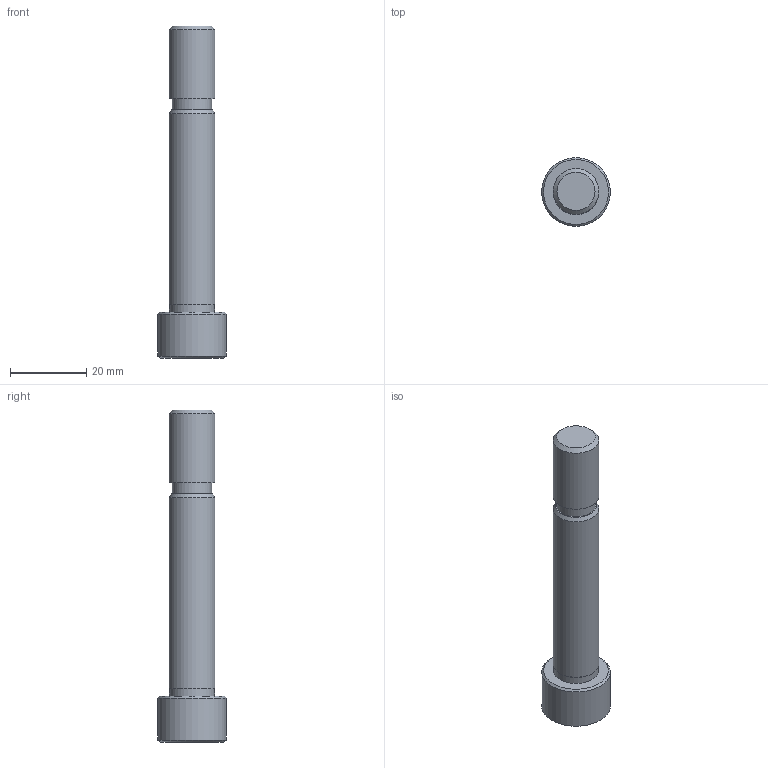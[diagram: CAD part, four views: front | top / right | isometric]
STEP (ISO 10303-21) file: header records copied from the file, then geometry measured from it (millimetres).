
FILE_DESCRIPTION( ( 'Unknown' ), '1' );
FILE_NAME( 'PT31-1275.stp', 'Unknown', ( 'Unknown' ), ( 'Unknown' ), 'XStep 1.0', 'Unknown', ' ' );
FILE_SCHEMA( ( 'CONFIG_CONTROL_DESIGN' ) );
Length unit declared in the file: millimetre
Products named in the file (1): 1
Bounding box: 18 x 18 x 87 mm (x, y, z)
Volume: 10444.9 mm3; surface area: 4347 mm2
Topology: 1 solids, 1 shells, 28 faces, 57 edges, 35 vertices
Faces by surface type: plane 18, cylinder 5, cone 5
Full cylindrical faces by diameter (mm): 10.25 x1, 11.8 x1, 12 x2, 18 x1
Entity records: 700 total; most frequent: DIRECTION 122, CARTESIAN_POINT 106, ORIENTED_EDGE 88, AXIS2_PLACEMENT_3D 49, EDGE_CURVE 44, EDGE_LOOP 42, FACE_OUTER_BOUND 33, VERTEX_POINT 33
